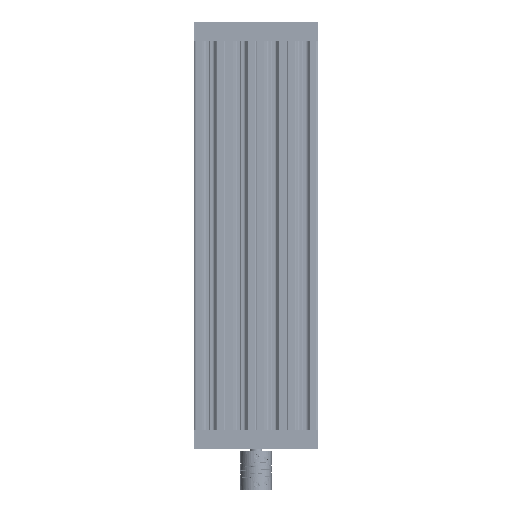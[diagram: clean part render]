
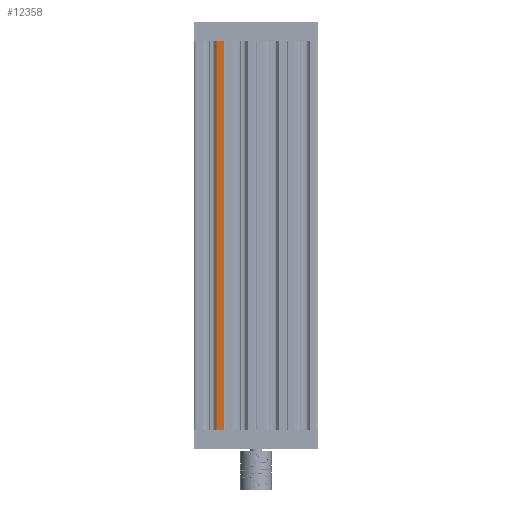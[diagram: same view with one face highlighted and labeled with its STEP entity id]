
A CAD part, front view. The second image highlights one B-rep face of the part: STEP entity #12358.
In plain terms, the highlighted planar face has unit normal (0, -1, 0).
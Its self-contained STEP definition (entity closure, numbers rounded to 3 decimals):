
#2516 = CARTESIAN_POINT ( 'NONE',  ( 4.83, -10., -264.142 ) ) ;
#4298 = VECTOR ( 'NONE', #30388, 1000. ) ;
#4435 = CARTESIAN_POINT ( 'NONE',  ( 4.726, -10., 0. ) ) ;
#4607 = CARTESIAN_POINT ( 'NONE',  ( 9.624, -10., -264.142 ) ) ;
#4657 = CARTESIAN_POINT ( 'NONE',  ( 9.624, -10., -250. ) ) ;
#7200 = EDGE_CURVE ( 'NONE', #24196, #42969, #27219, .T. ) ;
#7618 = ORIENTED_EDGE ( 'NONE', *, *, #16066, .F. ) ;
#7938 = LINE ( 'NONE', #53174, #4298 ) ;
#8985 = PLANE ( 'NONE',  #41771 ) ;
#9071 = DIRECTION ( 'NONE',  ( 0., 0., -1. ) ) ;
#9485 = VERTEX_POINT ( 'NONE', #23932 ) ;
#9978 = VERTEX_POINT ( 'NONE', #4657 ) ;
#10958 = EDGE_LOOP ( 'NONE', ( #17467, #7618, #25774, #14792 ) ) ;
#12358 = ADVANCED_FACE ( 'NONE', ( #49492 ), #8985, .T. ) ;
#13784 = LINE ( 'NONE', #4607, #30733 ) ;
#14792 = ORIENTED_EDGE ( 'NONE', *, *, #26747, .F. ) ;
#14984 = DIRECTION ( 'NONE',  ( 0., 0., 1. ) ) ;
#16066 = EDGE_CURVE ( 'NONE', #9485, #42969, #43299, .T. ) ;
#17467 = ORIENTED_EDGE ( 'NONE', *, *, #7200, .T. ) ;
#20904 = CARTESIAN_POINT ( 'NONE',  ( 9.624, -10., 0. ) ) ;
#23932 = CARTESIAN_POINT ( 'NONE',  ( 4.83, -10., -250. ) ) ;
#24196 = VERTEX_POINT ( 'NONE', #20904 ) ;
#25774 = ORIENTED_EDGE ( 'NONE', *, *, #52803, .T. ) ;
#26294 = VECTOR ( 'NONE', #37477, 1000. ) ;
#26747 = EDGE_CURVE ( 'NONE', #24196, #9978, #13784, .T. ) ;
#27219 = LINE ( 'NONE', #4435, #26294 ) ;
#27307 = DIRECTION ( 'NONE',  ( 0., 0., 1. ) ) ;
#30388 = DIRECTION ( 'NONE',  ( 1., 0., 0. ) ) ;
#30733 = VECTOR ( 'NONE', #9071, 1000. ) ;
#37477 = DIRECTION ( 'NONE',  ( -1., 0., 0. ) ) ;
#38569 = VECTOR ( 'NONE', #14984, 1000. ) ;
#40577 = DIRECTION ( 'NONE',  ( 0., -1., 0. ) ) ;
#41771 = AXIS2_PLACEMENT_3D ( 'NONE', #50070, #40577, #27307 ) ;
#42969 = VERTEX_POINT ( 'NONE', #52595 ) ;
#43299 = LINE ( 'NONE', #2516, #38569 ) ;
#49492 = FACE_OUTER_BOUND ( 'NONE', #10958, .T. ) ;
#50070 = CARTESIAN_POINT ( 'NONE',  ( 4.726, -10., -264.142 ) ) ;
#52595 = CARTESIAN_POINT ( 'NONE',  ( 4.83, -10., 0. ) ) ;
#52803 = EDGE_CURVE ( 'NONE', #9485, #9978, #7938, .T. ) ;
#53174 = CARTESIAN_POINT ( 'NONE',  ( 4.726, -10., -250. ) ) ;
